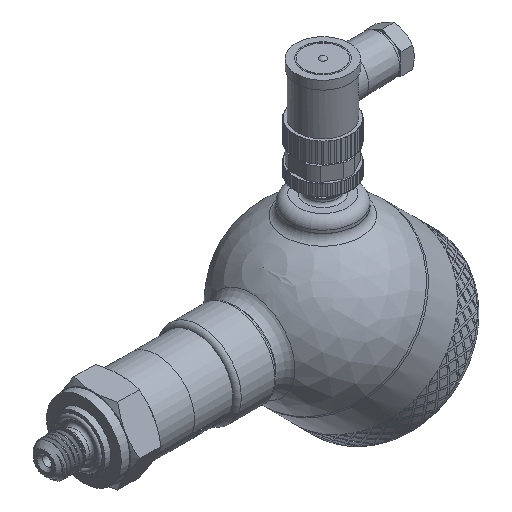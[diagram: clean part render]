
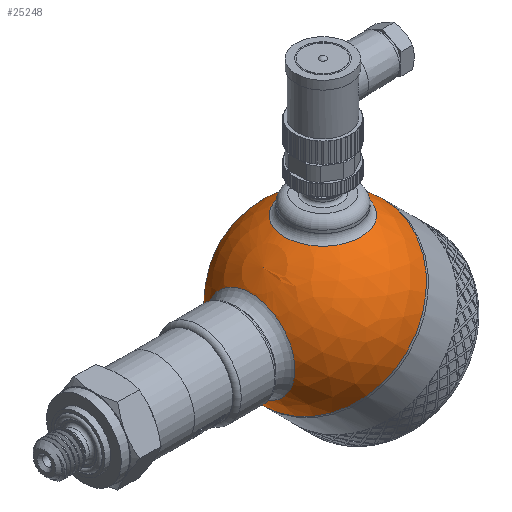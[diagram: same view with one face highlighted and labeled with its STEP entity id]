
A CAD part, isometric view. The second image highlights one B-rep face of the part: STEP entity #25248.
In plain terms, the highlighted spherical face has radius 30 mm.
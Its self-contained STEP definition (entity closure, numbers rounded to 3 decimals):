
#36=SPHERICAL_SURFACE('',#26792,30.);
#120=FACE_BOUND('',#3436,.T.);
#121=FACE_BOUND('',#3437,.T.);
#1789=FACE_OUTER_BOUND('',#3435,.T.);
#3435=EDGE_LOOP('',(#18200,#18201,#18202,#18203));
#3436=EDGE_LOOP('',(#18204));
#3437=EDGE_LOOP('',(#18205));
#4944=CIRCLE('',#26715,30.);
#4945=CIRCLE('',#26716,30.);
#4972=CIRCLE('',#26788,13.5);
#4975=CIRCLE('',#26793,30.);
#4976=CIRCLE('',#26794,15.643);
#9654=VERTEX_POINT('',#33975);
#9655=VERTEX_POINT('',#33977);
#10182=VERTEX_POINT('',#40741);
#10184=VERTEX_POINT('',#40748);
#10185=VERTEX_POINT('',#40750);
#12383=EDGE_CURVE('',#9654,#9655,#4944,.T.);
#12384=EDGE_CURVE('',#9655,#9654,#4945,.T.);
#13177=EDGE_CURVE('',#10182,#10182,#4972,.T.);
#13180=EDGE_CURVE('',#9655,#10184,#4975,.T.);
#13181=EDGE_CURVE('',#10185,#10185,#4976,.T.);
#18200=ORIENTED_EDGE('',*,*,#12384,.F.);
#18201=ORIENTED_EDGE('',*,*,#13180,.T.);
#18202=ORIENTED_EDGE('',*,*,#13180,.F.);
#18203=ORIENTED_EDGE('',*,*,#12383,.F.);
#18204=ORIENTED_EDGE('',*,*,#13181,.F.);
#18205=ORIENTED_EDGE('',*,*,#13177,.F.);
#25248=ADVANCED_FACE('',(#1789,#120,#121),#36,.T.);
#26715=AXIS2_PLACEMENT_3D('',#33978,#28424,#28425);
#26716=AXIS2_PLACEMENT_3D('',#33979,#28426,#28427);
#26788=AXIS2_PLACEMENT_3D('',#40742,#28848,#28849);
#26792=AXIS2_PLACEMENT_3D('',#40747,#28856,#28857);
#26793=AXIS2_PLACEMENT_3D('',#40749,#28858,#28859);
#26794=AXIS2_PLACEMENT_3D('',#40751,#28860,#28861);
#28424=DIRECTION('center_axis',(1.,0.,0.));
#28425=DIRECTION('ref_axis',(0.,1.,0.));
#28426=DIRECTION('center_axis',(1.,0.,0.));
#28427=DIRECTION('ref_axis',(0.,1.,0.));
#28848=DIRECTION('center_axis',(-0.707,0.,-0.707));
#28849=DIRECTION('ref_axis',(-0.707,0.,0.707));
#28856=DIRECTION('center_axis',(1.,0.,0.));
#28857=DIRECTION('ref_axis',(0.,-1.,0.));
#28858=DIRECTION('center_axis',(0.,0.,1.));
#28859=DIRECTION('ref_axis',(0.,1.,0.));
#28860=DIRECTION('center_axis',(-0.707,0.,0.707));
#28861=DIRECTION('ref_axis',(0.707,0.,0.707));
#33975=CARTESIAN_POINT('',(0.,-30.,0.));
#33977=CARTESIAN_POINT('',(0.,30.,0.));
#33978=CARTESIAN_POINT('Origin',(0.,0.,0.));
#33979=CARTESIAN_POINT('Origin',(0.,0.,0.));
#40741=CARTESIAN_POINT('',(-9.398,0.,-28.49));
#40742=CARTESIAN_POINT('Origin',(-18.944,0.,-18.944));
#40747=CARTESIAN_POINT('Origin',(0.,0.,0.));
#40748=CARTESIAN_POINT('',(-30.,0.,0.));
#40749=CARTESIAN_POINT('Origin',(0.,0.,0.));
#40750=CARTESIAN_POINT('',(-29.162,0.,7.04));
#40751=CARTESIAN_POINT('Origin',(-18.101,0.,18.101));
